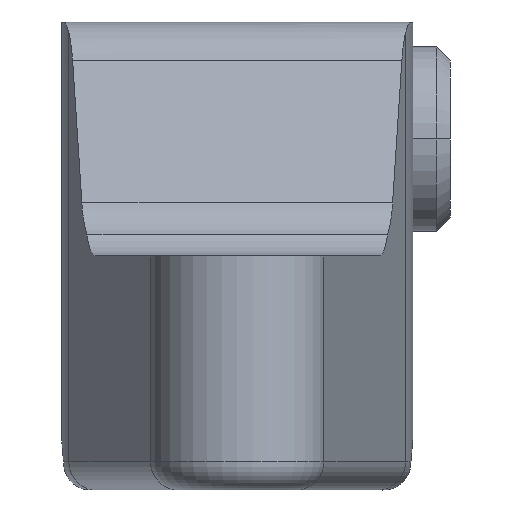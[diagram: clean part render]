
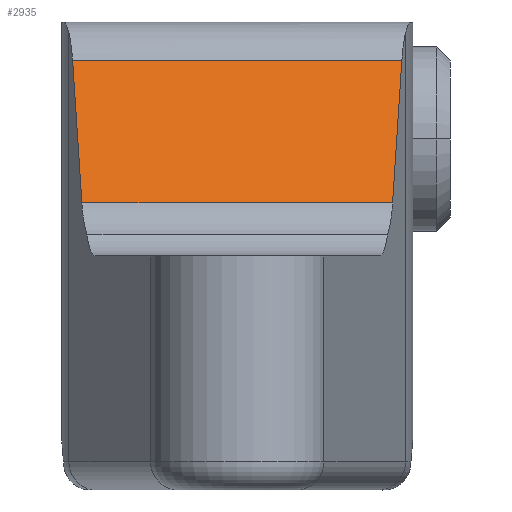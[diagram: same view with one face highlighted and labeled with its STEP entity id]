
A CAD part, front view. The second image highlights one B-rep face of the part: STEP entity #2935.
In plain terms, the highlighted planar face has unit normal (0, -0.938, 0.346).
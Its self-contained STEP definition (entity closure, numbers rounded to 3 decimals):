
#300=DIRECTION('',(-1.,0.,0.));
#301=VECTOR('',#300,17.868);
#302=CARTESIAN_POINT('',(8.934,-8.516,23.325));
#303=LINE('',#302,#301);
#341=DIRECTION('',(0.061,0.346,0.936));
#342=VECTOR('',#341,8.263);
#343=CARTESIAN_POINT('',(8.432,-11.373,15.588));
#344=LINE('',#343,#342);
#382=DIRECTION('',(-0.061,0.346,0.936));
#383=VECTOR('',#382,8.263);
#384=CARTESIAN_POINT('',(-8.432,-11.373,15.588));
#385=LINE('',#384,#383);
#1462=DIRECTION('',(-1.,0.,0.));
#1463=VECTOR('',#1462,16.864);
#1464=CARTESIAN_POINT('',(8.432,-11.373,15.588));
#1465=LINE('',#1464,#1463);
#1491=CARTESIAN_POINT('',(-8.432,-11.373,
15.588));
#1492=CARTESIAN_POINT('',(-8.934,-8.516,
23.325));
#1493=VERTEX_POINT('',#1491);
#1494=VERTEX_POINT('',#1492);
#1495=CARTESIAN_POINT('',(8.432,-11.373,15.588));
#1496=CARTESIAN_POINT('',(8.934,-8.516,23.325));
#1497=VERTEX_POINT('',#1495);
#1498=VERTEX_POINT('',#1496);
#2923=CARTESIAN_POINT('',(11.43,-11.373,15.588));
#2924=DIRECTION('',(0.,0.938,-0.346));
#2925=DIRECTION('',(0.,0.346,0.938));
#2926=AXIS2_PLACEMENT_3D('',#2923,#2924,#2925);
#2927=PLANE('',#2926);
#2928=ORIENTED_EDGE('',*,*,#1882,.T.);
#2929=ORIENTED_EDGE('',*,*,#1819,.F.);
#2930=ORIENTED_EDGE('',*,*,#1843,.F.);
#2932=ORIENTED_EDGE('',*,*,#2931,.T.);
#2933=EDGE_LOOP('',(#2928,#2929,#2930,#2932));
#2934=FACE_OUTER_BOUND('',#2933,.F.);
#2935=ADVANCED_FACE('',(#2934),#2927,.F.);
#1819=EDGE_CURVE('',#1498,#1494,#303,.T.);
#1843=EDGE_CURVE('',#1497,#1498,#344,.T.);
#1882=EDGE_CURVE('',#1493,#1494,#385,.T.);
#2931=EDGE_CURVE('',#1497,#1493,#1465,.T.);
